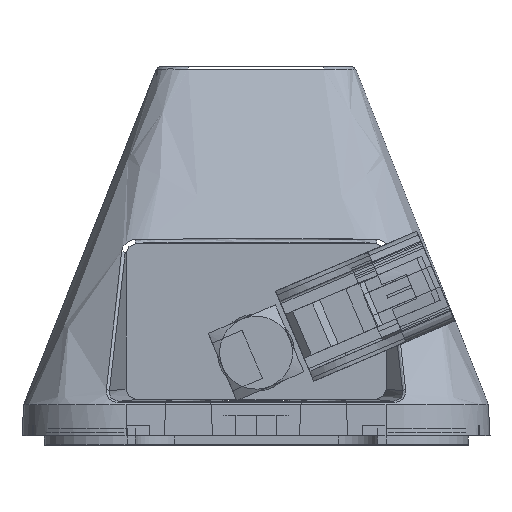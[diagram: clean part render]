
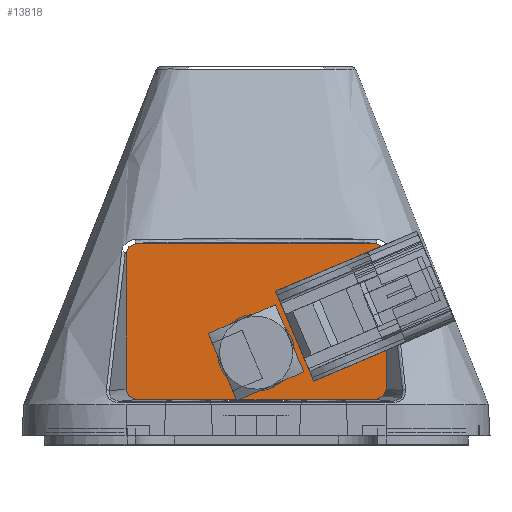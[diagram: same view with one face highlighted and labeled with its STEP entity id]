
A CAD part, left-side view. The second image highlights one B-rep face of the part: STEP entity #13818.
In plain terms, the highlighted planar face has unit normal (-1, 0, 0).
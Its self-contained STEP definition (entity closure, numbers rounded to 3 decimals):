
#367 = AXIS2_PLACEMENT_3D ( 'NONE', #18087, #18391, #13048 ) ;
#492 = CARTESIAN_POINT ( 'NONE',  ( -74.5, 11.515, 35518.5 ) ) ;
#805 = VERTEX_POINT ( 'NONE', #4080 ) ;
#962 = CARTESIAN_POINT ( 'NONE',  ( -74.5, -12.096, 35518.5 ) ) ;
#1013 = CARTESIAN_POINT ( 'NONE',  ( -74.5, -11.488, 35503.5 ) ) ;
#1532 = ORIENTED_EDGE ( 'NONE', *, *, #10309, .T. ) ;
#1843 = CIRCLE ( 'NONE', #367, 3.39 ) ;
#2809 = LINE ( 'NONE', #28344, #19708 ) ;
#3114 = CARTESIAN_POINT ( 'NONE',  ( -74.5, -5.5, 35503.5 ) ) ;
#4080 = CARTESIAN_POINT ( 'NONE',  ( -74.5, -11.488, 35503.5 ) ) ;
#4246 = LINE ( 'NONE', #29938, #17534 ) ;
#4289 = CARTESIAN_POINT ( 'NONE',  ( -74.5, -11.515, 35518.5 ) ) ;
#4507 = PLANE ( 'NONE',  #30117 ) ;
#4792 = ORIENTED_EDGE ( 'NONE', *, *, #13107, .T. ) ;
#7048 = CARTESIAN_POINT ( 'NONE',  ( -74.5, 12.096, 35518.5 ) ) ;
#7561 = EDGE_CURVE ( 'NONE', #8023, #8023, #1843, .T. ) ;
#8023 = VERTEX_POINT ( 'NONE', #13247 ) ;
#8135 = VECTOR ( 'NONE', #14716, 1000. ) ;
#8811 = VERTEX_POINT ( 'NONE', #4289 ) ;
#8967 = DIRECTION ( 'NONE',  ( 0., 0., -1. ) ) ;
#9499 = VERTEX_POINT ( 'NONE', #25201 ) ;
#9661 = CARTESIAN_POINT ( 'NONE',  ( -74.5, 5.5, 35518.5 ) ) ;
#9925 = EDGE_CURVE ( 'NONE', #9499, #805, #24221, .T. ) ;
#10141 = CARTESIAN_POINT ( 'NONE',  ( -74.5, -11.515, 35518.5 ) ) ;
#10309 = EDGE_CURVE ( 'NONE', #29786, #9499, #14311, .T. ) ;
#10816 = VERTEX_POINT ( 'NONE', #16430 ) ;
#11570 = ORIENTED_EDGE ( 'NONE', *, *, #19596, .T. ) ;
#11751 = VERTEX_POINT ( 'NONE', #26208 ) ;
#12278 = CARTESIAN_POINT ( 'NONE',  ( -74.5, 12.5, 35503.913 ) ) ;
#12746 = CARTESIAN_POINT ( 'NONE',  ( -74.5, -12.5, 35518.096 ) ) ;
#12881 = EDGE_CURVE ( 'NONE', #10816, #8811, #15932, .T. ) ;
#12905 = DIRECTION ( 'NONE',  ( 0., -1., 0. ) ) ;
#13048 = DIRECTION ( 'NONE',  ( 0., 0., -1. ) ) ;
#13107 = EDGE_CURVE ( 'NONE', #13896, #15329, #22999, .T. ) ;
#13247 = CARTESIAN_POINT ( 'NONE',  ( -74.5, 0., 35504.61 ) ) ;
#13818 = ADVANCED_FACE ( 'NONE', ( #15979, #21051 ), #4507, .F. ) ;
#13896 = VERTEX_POINT ( 'NONE', #25106 ) ;
#13904 = ORIENTED_EDGE ( 'NONE', *, *, #14586, .F. ) ;
#14057 = ORIENTED_EDGE ( 'NONE', *, *, #7561, .T. ) ;
#14133 = DIRECTION ( 'NONE',  ( 0., 1., 0. ) ) ;
#14311 =( BOUNDED_CURVE ( )  B_SPLINE_CURVE ( 3, ( #23738, #12278, #21479, #19154 ),
 .UNSPECIFIED., .F., .T. ) 
 B_SPLINE_CURVE_WITH_KNOTS ( ( 4, 4 ),
 ( 6.186, 7.754 ),
 .UNSPECIFIED. ) 
 CURVE ( )  GEOMETRIC_REPRESENTATION_ITEM ( )  RATIONAL_B_SPLINE_CURVE ( ( 1., 0.805, 0.805, 1. ) ) 
 REPRESENTATION_ITEM ( '' )  );
#14368 = ORIENTED_EDGE ( 'NONE', *, *, #29338, .F. ) ;
#14431 = DIRECTION ( 'NONE',  ( 0., 0., -1. ) ) ;
#14586 = EDGE_CURVE ( 'NONE', #13896, #8811, #19610, .T. ) ;
#14649 = CARTESIAN_POINT ( 'NONE',  ( -74.5, -12.5, 35503.913 ) ) ;
#14716 = DIRECTION ( 'NONE',  ( 0., -1., 0. ) ) ;
#15329 = VERTEX_POINT ( 'NONE', #20081 ) ;
#15932 =( BOUNDED_CURVE ( )  B_SPLINE_CURVE ( 3, ( #29231, #12746, #962, #10141 ),
 .UNSPECIFIED., .F., .T. ) 
 B_SPLINE_CURVE_WITH_KNOTS ( ( 4, 4 ),
 ( 2.371, 3.912 ),
 .UNSPECIFIED. ) 
 CURVE ( )  GEOMETRIC_REPRESENTATION_ITEM ( )  RATIONAL_B_SPLINE_CURVE ( ( 1., 0.812, 0.812, 1. ) ) 
 REPRESENTATION_ITEM ( '' )  );
#15979 = FACE_BOUND ( 'NONE', #17834, .T. ) ;
#16424 = CARTESIAN_POINT ( 'NONE',  ( -74.5, -5.5, 35511.5 ) ) ;
#16430 = CARTESIAN_POINT ( 'NONE',  ( -74.5, -12.5, 35517.515 ) ) ;
#17156 = ORIENTED_EDGE ( 'NONE', *, *, #18985, .T. ) ;
#17464 = ORIENTED_EDGE ( 'NONE', *, *, #12881, .T. ) ;
#17534 = VECTOR ( 'NONE', #8967, 1000. ) ;
#17834 = EDGE_LOOP ( 'NONE', ( #14057 ) ) ;
#18087 = CARTESIAN_POINT ( 'NONE',  ( -74.5, 0., 35508. ) ) ;
#18391 = DIRECTION ( 'NONE',  ( 1., 0., 0. ) ) ;
#18680 = CARTESIAN_POINT ( 'NONE',  ( -74.5, 12.5, 35517.515 ) ) ;
#18985 = EDGE_CURVE ( 'NONE', #15329, #29786, #2809, .T. ) ;
#19154 = CARTESIAN_POINT ( 'NONE',  ( -74.5, 11.488, 35503.5 ) ) ;
#19320 = ORIENTED_EDGE ( 'NONE', *, *, #9925, .T. ) ;
#19596 = EDGE_CURVE ( 'NONE', #805, #11751, #28248, .T. ) ;
#19610 = LINE ( 'NONE', #9661, #8135 ) ;
#19708 = VECTOR ( 'NONE', #14431, 1000. ) ;
#20081 = CARTESIAN_POINT ( 'NONE',  ( -74.5, 12.5, 35517.515 ) ) ;
#21051 = FACE_OUTER_BOUND ( 'NONE', #22119, .T. ) ;
#21479 = CARTESIAN_POINT ( 'NONE',  ( -74.5, 12.081, 35503.5 ) ) ;
#22004 = CARTESIAN_POINT ( 'NONE',  ( -74.5, -12.081, 35503.5 ) ) ;
#22119 = EDGE_LOOP ( 'NONE', ( #14368, #17464, #13904, #4792, #17156, #1532, #19320, #11570 ) ) ;
#22999 =( BOUNDED_CURVE ( )  B_SPLINE_CURVE ( 3, ( #492, #7048, #30166, #18680 ),
 .UNSPECIFIED., .F., .T. ) 
 B_SPLINE_CURVE_WITH_KNOTS ( ( 4, 4 ),
 ( 2.371, 3.912 ),
 .UNSPECIFIED. ) 
 CURVE ( )  GEOMETRIC_REPRESENTATION_ITEM ( )  RATIONAL_B_SPLINE_CURVE ( ( 1., 0.812, 0.812, 1. ) ) 
 REPRESENTATION_ITEM ( '' )  );
#23738 = CARTESIAN_POINT ( 'NONE',  ( -74.5, 12.5, 35504.497 ) ) ;
#24221 = LINE ( 'NONE', #3114, #27729 ) ;
#25106 = CARTESIAN_POINT ( 'NONE',  ( -74.5, 11.515, 35518.5 ) ) ;
#25201 = CARTESIAN_POINT ( 'NONE',  ( -74.5, 11.488, 35503.5 ) ) ;
#25740 = DIRECTION ( 'NONE',  ( 1., 0., 0. ) ) ;
#26208 = CARTESIAN_POINT ( 'NONE',  ( -74.5, -12.5, 35504.497 ) ) ;
#26674 = CARTESIAN_POINT ( 'NONE',  ( -74.5, -12.5, 35504.497 ) ) ;
#26800 = CARTESIAN_POINT ( 'NONE',  ( -74.5, 12.5, 35504.497 ) ) ;
#27729 = VECTOR ( 'NONE', #12905, 1000. ) ;
#28248 =( BOUNDED_CURVE ( )  B_SPLINE_CURVE ( 3, ( #1013, #22004, #14649, #26674 ),
 .UNSPECIFIED., .F., .F. ) 
 B_SPLINE_CURVE_WITH_KNOTS ( ( 4, 4 ),
 ( 4.813, 6.38 ),
 .UNSPECIFIED. ) 
 CURVE ( )  GEOMETRIC_REPRESENTATION_ITEM ( )  RATIONAL_B_SPLINE_CURVE ( ( 1., 0.805, 0.805, 1. ) ) 
 REPRESENTATION_ITEM ( '' )  );
#28344 = CARTESIAN_POINT ( 'NONE',  ( -74.5, 12.5, 35511.5 ) ) ;
#29231 = CARTESIAN_POINT ( 'NONE',  ( -74.5, -12.5, 35517.515 ) ) ;
#29338 = EDGE_CURVE ( 'NONE', #10816, #11751, #4246, .T. ) ;
#29786 = VERTEX_POINT ( 'NONE', #26800 ) ;
#29938 = CARTESIAN_POINT ( 'NONE',  ( -74.5, -12.5, 35503.5 ) ) ;
#30117 = AXIS2_PLACEMENT_3D ( 'NONE', #16424, #25740, #14133 ) ;
#30166 = CARTESIAN_POINT ( 'NONE',  ( -74.5, 12.5, 35518.096 ) ) ;
